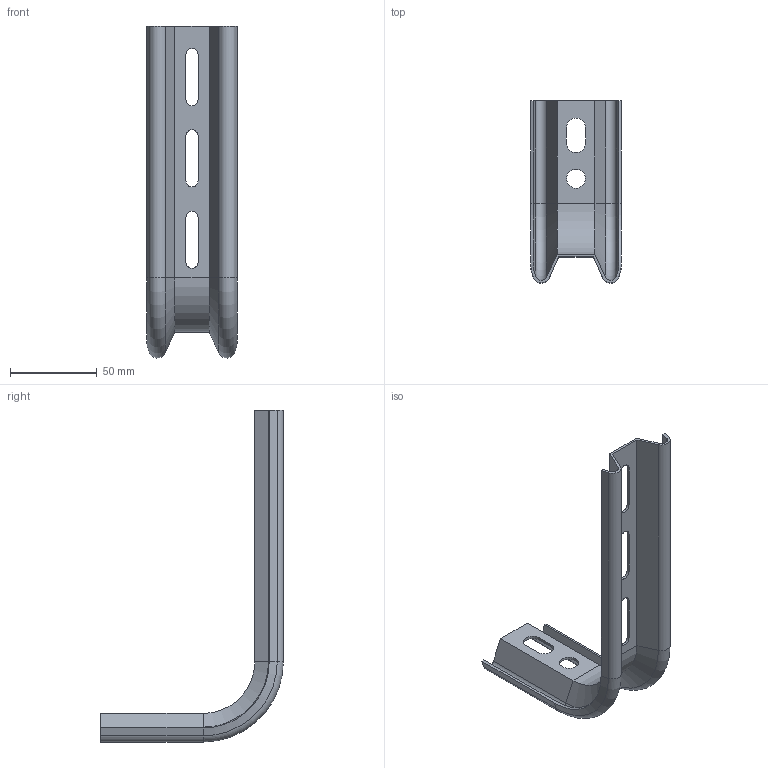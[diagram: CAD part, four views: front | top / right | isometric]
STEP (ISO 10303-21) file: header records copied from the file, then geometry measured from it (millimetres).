
FILE_DESCRIPTION(/* description */ (''),/* implementation_level */ '2;1');
FILE_NAME(/* name */ 'KSL150.ipt.stp',/* time_stamp */ '2023-05-17T16:46:03+03:00',/* author */ ('Man88'),/* organization */ (''),/* preprocessor_version */ 'ST-DEVELOPER v19.2',/* originating_system */ 'Autodesk Inventor 2023',/* authorisation */ '');
FILE_SCHEMA (('AUTOMOTIVE_DESIGN { 1 0 10303 214 3 1 1 }'));
Length unit declared in the file: millimetre
Products named in the file (1): Консоль L-образная 
150 мм, KSL150
Bounding box: 52.4 x 105.48 x 191.79 mm (x, y, z)
Volume: 29665 mm3; surface area: 41047.4 mm2
Topology: 1 solids, 1 shells, 67 faces, 163 edges, 98 vertices
Faces by surface type: plane 34, cylinder 19, cone 10, torus 4
Full cylindrical faces by diameter (mm): 11 x1
Entity records: 2070 total; most frequent: DIRECTION 349, CARTESIAN_POINT 329, ORIENTED_EDGE 326, EDGE_CURVE 163, AXIS2_PLACEMENT_3D 118, LINE 113, VECTOR 113, VERTEX_POINT 98
